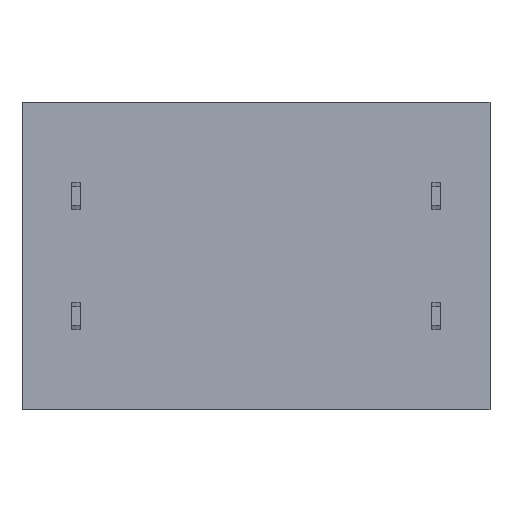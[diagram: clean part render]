
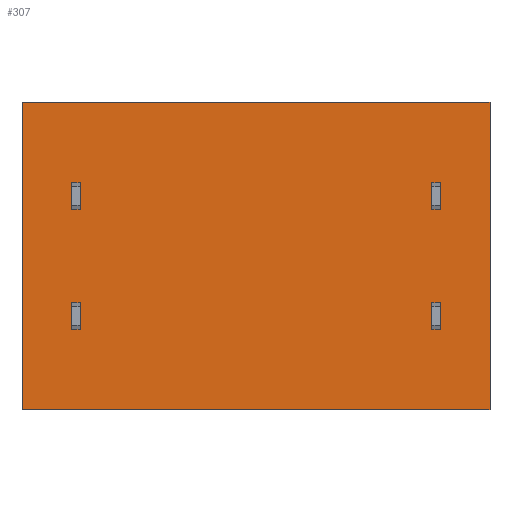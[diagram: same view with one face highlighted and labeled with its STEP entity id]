
A CAD part, front view. The second image highlights one B-rep face of the part: STEP entity #307.
In plain terms, the highlighted planar face has unit normal (0, -1, 0).
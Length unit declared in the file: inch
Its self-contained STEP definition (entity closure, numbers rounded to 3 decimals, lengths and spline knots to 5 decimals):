
#58 = EDGE_CURVE ( 'NONE', #3564, #3095, #2232, .T. ) ;
#82 = VECTOR ( 'NONE', #1347, 39.37008 ) ;
#144 = CARTESIAN_POINT ( 'NONE',  ( 0.19488, -0.05413, 0.18209 ) ) ;
#215 = AXIS2_PLACEMENT_3D ( 'NONE', #596, #3150, #3831 ) ;
#247 = CARTESIAN_POINT ( 'NONE',  ( -0.19488, -0.05413, -0.07382 ) ) ;
#307 = ADVANCED_FACE ( 'NONE', ( #3911 ), #1921, .F. ) ;
#545 = CARTESIAN_POINT ( 'NONE',  ( 0.19488, -0.05413, 0.18209 ) ) ;
#596 = CARTESIAN_POINT ( 'NONE',  ( 0., -0.05413, 0.05413 ) ) ;
#619 = ORIENTED_EDGE ( 'NONE', *, *, #2506, .T. ) ;
#686 = CARTESIAN_POINT ( 'NONE',  ( 0.19488, -0.05413, -0.07382 ) ) ;
#799 = LINE ( 'NONE', #144, #2594 ) ;
#952 = VERTEX_POINT ( 'NONE', #2344 ) ;
#1259 = DIRECTION ( 'NONE',  ( -1., 0., 0. ) ) ;
#1347 = DIRECTION ( 'NONE',  ( 0., 0., 1. ) ) ;
#1532 = LINE ( 'NONE', #3160, #3932 ) ;
#1571 = LINE ( 'NONE', #3511, #3122 ) ;
#1594 = CARTESIAN_POINT ( 'NONE',  ( 0.19488, -0.05413, -0.07382 ) ) ;
#1701 = EDGE_CURVE ( 'NONE', #3095, #952, #799, .T. ) ;
#1819 = EDGE_CURVE ( 'NONE', #3564, #2572, #1571, .T. ) ;
#1921 = PLANE ( 'NONE',  #215 ) ;
#2232 = LINE ( 'NONE', #686, #82 ) ;
#2344 = CARTESIAN_POINT ( 'NONE',  ( -0.19488, -0.05413, 0.18209 ) ) ;
#2349 = ORIENTED_EDGE ( 'NONE', *, *, #1701, .T. ) ;
#2379 = EDGE_LOOP ( 'NONE', ( #619, #4022, #2383, #2349 ) ) ;
#2383 = ORIENTED_EDGE ( 'NONE', *, *, #58, .T. ) ;
#2506 = EDGE_CURVE ( 'NONE', #952, #2572, #1532, .T. ) ;
#2572 = VERTEX_POINT ( 'NONE', #247 ) ;
#2594 = VECTOR ( 'NONE', #4037, 39.37008 ) ;
#3095 = VERTEX_POINT ( 'NONE', #545 ) ;
#3122 = VECTOR ( 'NONE', #1259, 39.37008 ) ;
#3150 = DIRECTION ( 'NONE',  ( 0., 1., 0. ) ) ;
#3160 = CARTESIAN_POINT ( 'NONE',  ( -0.19488, -0.05413, 0.18209 ) ) ;
#3511 = CARTESIAN_POINT ( 'NONE',  ( 0.19488, -0.05413, -0.07382 ) ) ;
#3564 = VERTEX_POINT ( 'NONE', #1594 ) ;
#3831 = DIRECTION ( 'NONE',  ( 0., 0., -1. ) ) ;
#3911 = FACE_OUTER_BOUND ( 'NONE', #2379, .T. ) ;
#3932 = VECTOR ( 'NONE', #4077, 39.37008 ) ;
#4022 = ORIENTED_EDGE ( 'NONE', *, *, #1819, .F. ) ;
#4037 = DIRECTION ( 'NONE',  ( -1., 0., 0. ) ) ;
#4077 = DIRECTION ( 'NONE',  ( 0., 0., -1. ) ) ;
